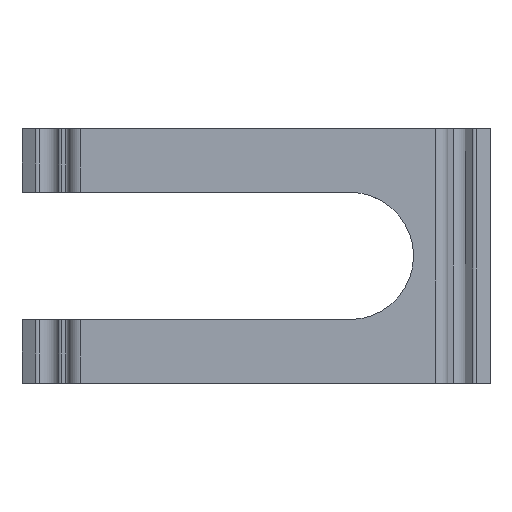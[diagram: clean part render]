
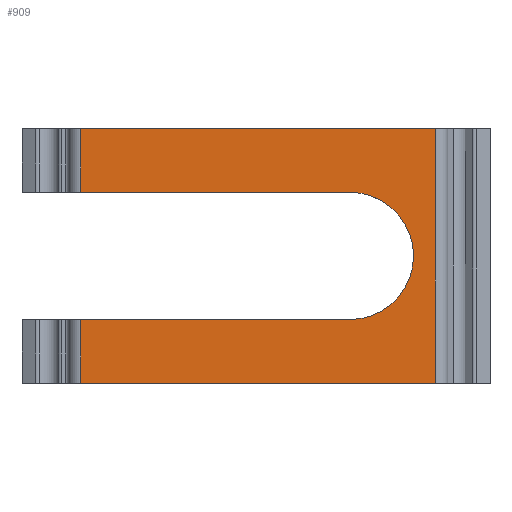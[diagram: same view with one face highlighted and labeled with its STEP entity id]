
A CAD part, top view. The second image highlights one B-rep face of the part: STEP entity #909.
In plain terms, the highlighted planar face has unit normal (0, 0, 1).
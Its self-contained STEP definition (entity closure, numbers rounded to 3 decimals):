
#32=PLANE('',#989);
#72=FACE_OUTER_BOUND('',#119,.T.);
#119=EDGE_LOOP('',(#735,#736,#737,#738,#739,#740,#741,#742));
#145=LINE('',#1321,#236);
#152=LINE('',#1349,#243);
#159=LINE('',#1377,#250);
#162=LINE('',#1386,#253);
#197=LINE('',#1481,#288);
#198=LINE('',#1483,#289);
#199=LINE('',#1484,#290);
#236=VECTOR('',#1041,42.235);
#243=VECTOR('',#1064,42.235);
#250=VECTOR('',#1087,10.);
#253=VECTOR('',#1096,10.);
#288=VECTOR('',#1205,55.635);
#289=VECTOR('',#1206,40.);
#290=VECTOR('',#1207,55.635);
#319=CIRCLE('',#931,10.);
#364=VERTEX_POINT('',#1300);
#365=VERTEX_POINT('',#1302);
#372=VERTEX_POINT('',#1320);
#385=VERTEX_POINT('',#1348);
#398=VERTEX_POINT('',#1376);
#401=VERTEX_POINT('',#1384);
#424=VERTEX_POINT('',#1480);
#425=VERTEX_POINT('',#1482);
#454=EDGE_CURVE('',#365,#364,#319,.T.);
#463=EDGE_CURVE('',#364,#372,#145,.T.);
#477=EDGE_CURVE('',#385,#365,#152,.T.);
#491=EDGE_CURVE('',#398,#385,#159,.T.);
#496=EDGE_CURVE('',#372,#401,#162,.T.);
#543=EDGE_CURVE('',#401,#424,#197,.T.);
#544=EDGE_CURVE('',#425,#424,#198,.T.);
#545=EDGE_CURVE('',#425,#398,#199,.T.);
#735=ORIENTED_EDGE('',*,*,#454,.T.);
#736=ORIENTED_EDGE('',*,*,#463,.T.);
#737=ORIENTED_EDGE('',*,*,#496,.T.);
#738=ORIENTED_EDGE('',*,*,#543,.T.);
#739=ORIENTED_EDGE('',*,*,#544,.F.);
#740=ORIENTED_EDGE('',*,*,#545,.T.);
#741=ORIENTED_EDGE('',*,*,#491,.T.);
#742=ORIENTED_EDGE('',*,*,#477,.T.);
#909=ADVANCED_FACE('',(#72),#32,.T.);
#931=AXIS2_PLACEMENT_3D('',#1303,#1027,#1028);
#989=AXIS2_PLACEMENT_3D('',#1479,#1203,#1204);
#1027=DIRECTION('center_axis',(0.,0.,-1.));
#1028=DIRECTION('ref_axis',(1.,0.,0.));
#1041=DIRECTION('',(-1.,0.,0.));
#1064=DIRECTION('',(1.,0.,0.));
#1087=DIRECTION('',(0.,-1.,0.));
#1096=DIRECTION('',(0.,-1.,0.));
#1203=DIRECTION('center_axis',(0.,0.,1.));
#1204=DIRECTION('ref_axis',(-1.,0.,0.));
#1205=DIRECTION('',(1.,0.,0.));
#1206=DIRECTION('',(0.,-1.,0.));
#1207=DIRECTION('',(-1.,0.,0.));
#1300=CARTESIAN_POINT('',(51.5,-10.,6.4));
#1302=CARTESIAN_POINT('',(51.5,10.,6.4));
#1303=CARTESIAN_POINT('Origin',(51.5,0.,6.4));
#1320=CARTESIAN_POINT('',(9.265,-10.,6.4));
#1321=CARTESIAN_POINT('',(17.507,-10.,6.4));
#1348=CARTESIAN_POINT('',(9.265,10.,6.4));
#1349=CARTESIAN_POINT('',(17.507,10.,6.4));
#1376=CARTESIAN_POINT('',(9.265,20.,6.4));
#1377=CARTESIAN_POINT('',(9.265,20.,6.4));
#1384=CARTESIAN_POINT('',(9.265,-20.,6.4));
#1386=CARTESIAN_POINT('',(9.265,20.,6.4));
#1479=CARTESIAN_POINT('Origin',(9.265,20.,6.4));
#1480=CARTESIAN_POINT('',(64.9,-20.,6.4));
#1481=CARTESIAN_POINT('',(64.9,-20.,6.4));
#1482=CARTESIAN_POINT('',(64.9,20.,6.4));
#1483=CARTESIAN_POINT('',(64.9,20.,6.4));
#1484=CARTESIAN_POINT('',(64.9,20.,6.4));
